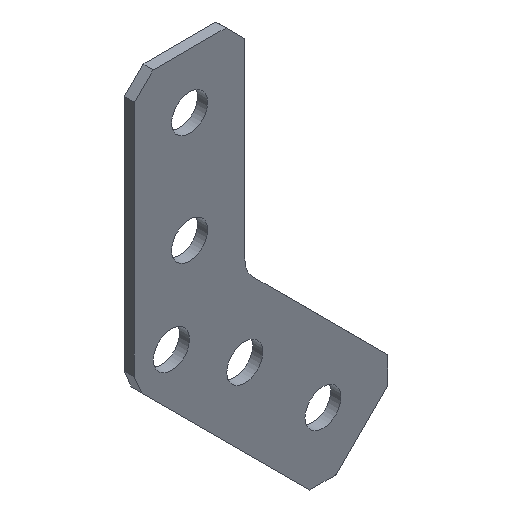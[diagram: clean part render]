
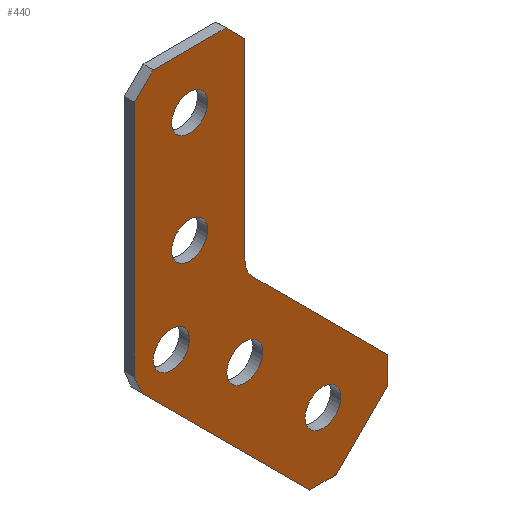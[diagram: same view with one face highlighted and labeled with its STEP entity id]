
A CAD part, isometric view. The second image highlights one B-rep face of the part: STEP entity #440.
In plain terms, the highlighted planar face has unit normal (0, -1, 0).
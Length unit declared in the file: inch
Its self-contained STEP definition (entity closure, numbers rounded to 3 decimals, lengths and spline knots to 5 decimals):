
#20=FACE_BOUND('',#74,.T.);
#21=FACE_BOUND('',#75,.T.);
#22=FACE_BOUND('',#76,.T.);
#23=FACE_BOUND('',#77,.T.);
#24=FACE_BOUND('',#78,.T.);
#30=CIRCLE('',#480,0.125);
#31=CIRCLE('',#481,0.0815);
#32=CIRCLE('',#482,0.0815);
#33=CIRCLE('',#483,0.0815);
#34=CIRCLE('',#484,0.0815);
#35=CIRCLE('',#485,0.0815);
#36=CIRCLE('',#486,0.0815);
#37=CIRCLE('',#487,0.0815);
#38=CIRCLE('',#488,0.0815);
#39=CIRCLE('',#489,0.0815);
#40=CIRCLE('',#490,0.0815);
#54=FACE_OUTER_BOUND('',#73,.T.);
#73=EDGE_LOOP('',(#291,#292,#293,#294,#295,#296,#297,#298,#299,#300,#301,
#302));
#74=EDGE_LOOP('',(#303,#304));
#75=EDGE_LOOP('',(#305,#306));
#76=EDGE_LOOP('',(#307,#308));
#77=EDGE_LOOP('',(#309,#310));
#78=EDGE_LOOP('',(#311,#312));
#100=LINE('',#645,#139);
#105=LINE('',#655,#144);
#107=LINE('',#659,#146);
#108=LINE('',#661,#147);
#109=LINE('',#663,#148);
#110=LINE('',#667,#149);
#111=LINE('',#669,#150);
#112=LINE('',#671,#151);
#113=LINE('',#673,#152);
#114=LINE('',#675,#153);
#115=LINE('',#676,#154);
#139=VECTOR('',#522,0.33);
#144=VECTOR('',#529,0.12021);
#146=VECTOR('',#533,1.07611);
#147=VECTOR('',#534,0.12021);
#148=VECTOR('',#535,0.86322);
#149=VECTOR('',#538,0.86322);
#150=VECTOR('',#539,0.12021);
#151=VECTOR('',#540,0.33);
#152=VECTOR('',#541,0.12021);
#153=VECTOR('',#542,1.07611);
#154=VECTOR('',#543,0.085);
#178=VERTEX_POINT('',#643);
#179=VERTEX_POINT('',#644);
#183=VERTEX_POINT('',#654);
#184=VERTEX_POINT('',#658);
#185=VERTEX_POINT('',#660);
#186=VERTEX_POINT('',#662);
#187=VERTEX_POINT('',#664);
#188=VERTEX_POINT('',#666);
#189=VERTEX_POINT('',#668);
#190=VERTEX_POINT('',#670);
#191=VERTEX_POINT('',#672);
#192=VERTEX_POINT('',#674);
#193=VERTEX_POINT('',#677);
#194=VERTEX_POINT('',#678);
#195=VERTEX_POINT('',#681);
#196=VERTEX_POINT('',#682);
#197=VERTEX_POINT('',#685);
#198=VERTEX_POINT('',#686);
#199=VERTEX_POINT('',#689);
#200=VERTEX_POINT('',#690);
#201=VERTEX_POINT('',#693);
#202=VERTEX_POINT('',#694);
#222=EDGE_CURVE('',#178,#179,#100,.T.);
#227=EDGE_CURVE('',#183,#179,#105,.T.);
#229=EDGE_CURVE('',#183,#184,#107,.T.);
#230=EDGE_CURVE('',#178,#185,#108,.T.);
#231=EDGE_CURVE('',#186,#185,#109,.T.);
#232=EDGE_CURVE('',#186,#187,#30,.T.);
#233=EDGE_CURVE('',#188,#187,#110,.T.);
#234=EDGE_CURVE('',#188,#189,#111,.T.);
#235=EDGE_CURVE('',#190,#189,#112,.T.);
#236=EDGE_CURVE('',#190,#191,#113,.T.);
#237=EDGE_CURVE('',#192,#191,#114,.T.);
#238=EDGE_CURVE('',#184,#192,#115,.T.);
#239=EDGE_CURVE('',#193,#194,#31,.T.);
#240=EDGE_CURVE('',#194,#193,#32,.T.);
#241=EDGE_CURVE('',#195,#196,#33,.T.);
#242=EDGE_CURVE('',#196,#195,#34,.T.);
#243=EDGE_CURVE('',#197,#198,#35,.T.);
#244=EDGE_CURVE('',#198,#197,#36,.T.);
#245=EDGE_CURVE('',#199,#200,#37,.T.);
#246=EDGE_CURVE('',#200,#199,#38,.T.);
#247=EDGE_CURVE('',#201,#202,#39,.T.);
#248=EDGE_CURVE('',#202,#201,#40,.T.);
#291=ORIENTED_EDGE('',*,*,#229,.F.);
#292=ORIENTED_EDGE('',*,*,#227,.T.);
#293=ORIENTED_EDGE('',*,*,#222,.F.);
#294=ORIENTED_EDGE('',*,*,#230,.T.);
#295=ORIENTED_EDGE('',*,*,#231,.F.);
#296=ORIENTED_EDGE('',*,*,#232,.T.);
#297=ORIENTED_EDGE('',*,*,#233,.F.);
#298=ORIENTED_EDGE('',*,*,#234,.T.);
#299=ORIENTED_EDGE('',*,*,#235,.F.);
#300=ORIENTED_EDGE('',*,*,#236,.T.);
#301=ORIENTED_EDGE('',*,*,#237,.F.);
#302=ORIENTED_EDGE('',*,*,#238,.F.);
#303=ORIENTED_EDGE('',*,*,#239,.T.);
#304=ORIENTED_EDGE('',*,*,#240,.T.);
#305=ORIENTED_EDGE('',*,*,#241,.T.);
#306=ORIENTED_EDGE('',*,*,#242,.T.);
#307=ORIENTED_EDGE('',*,*,#243,.T.);
#308=ORIENTED_EDGE('',*,*,#244,.T.);
#309=ORIENTED_EDGE('',*,*,#245,.T.);
#310=ORIENTED_EDGE('',*,*,#246,.T.);
#311=ORIENTED_EDGE('',*,*,#247,.T.);
#312=ORIENTED_EDGE('',*,*,#248,.T.);
#407=PLANE('',#479);
#440=ADVANCED_FACE('',(#54,#20,#21,#22,#23,#24),#407,.T.);
#479=AXIS2_PLACEMENT_3D('',#657,#531,#532);
#480=AXIS2_PLACEMENT_3D('',#665,#536,#537);
#481=AXIS2_PLACEMENT_3D('',#679,#544,#545);
#482=AXIS2_PLACEMENT_3D('',#680,#546,#547);
#483=AXIS2_PLACEMENT_3D('',#683,#548,#549);
#484=AXIS2_PLACEMENT_3D('',#684,#550,#551);
#485=AXIS2_PLACEMENT_3D('',#687,#552,#553);
#486=AXIS2_PLACEMENT_3D('',#688,#554,#555);
#487=AXIS2_PLACEMENT_3D('',#691,#556,#557);
#488=AXIS2_PLACEMENT_3D('',#692,#558,#559);
#489=AXIS2_PLACEMENT_3D('',#695,#560,#561);
#490=AXIS2_PLACEMENT_3D('',#696,#562,#563);
#522=DIRECTION('',(-0.707,0.,-0.707));
#529=DIRECTION('',(1.,0.,0.));
#531=DIRECTION('center_axis',(0.,-1.,0.));
#532=DIRECTION('ref_axis',(0.,0.,-1.));
#533=DIRECTION('',(-0.707,0.,0.707));
#534=DIRECTION('',(0.,0.,1.));
#535=DIRECTION('',(0.707,0.,-0.707));
#536=DIRECTION('center_axis',(0.,1.,0.));
#537=DIRECTION('ref_axis',(0.,0.,-1.));
#538=DIRECTION('',(0.,0.,-1.));
#539=DIRECTION('',(-0.707,0.,0.707));
#540=DIRECTION('',(1.,0.,0.));
#541=DIRECTION('',(-0.707,0.,-0.707));
#542=DIRECTION('',(0.,0.,1.));
#543=DIRECTION('',(-0.383,0.,0.924));
#544=DIRECTION('center_axis',(0.,1.,0.));
#545=DIRECTION('ref_axis',(0.,0.,1.));
#546=DIRECTION('center_axis',(0.,1.,0.));
#547=DIRECTION('ref_axis',(0.,0.,1.));
#548=DIRECTION('center_axis',(0.,1.,0.));
#549=DIRECTION('ref_axis',(0.,0.,1.));
#550=DIRECTION('center_axis',(0.,1.,0.));
#551=DIRECTION('ref_axis',(0.,0.,1.));
#552=DIRECTION('center_axis',(0.,1.,0.));
#553=DIRECTION('ref_axis',(0.,0.,1.));
#554=DIRECTION('center_axis',(0.,1.,0.));
#555=DIRECTION('ref_axis',(0.,0.,1.));
#556=DIRECTION('center_axis',(0.,1.,0.));
#557=DIRECTION('ref_axis',(0.,0.,1.));
#558=DIRECTION('center_axis',(0.,1.,0.));
#559=DIRECTION('ref_axis',(0.,0.,1.));
#560=DIRECTION('center_axis',(0.,1.,0.));
#561=DIRECTION('ref_axis',(0.,0.,1.));
#562=DIRECTION('center_axis',(0.,1.,0.));
#563=DIRECTION('ref_axis',(0.,0.,1.));
#643=CARTESIAN_POINT('',(0.897,0.,-1.26721));
#644=CARTESIAN_POINT('',(0.66366,0.,-1.50056));
#645=CARTESIAN_POINT('',(0.897,0.,-1.26721));
#654=CARTESIAN_POINT('',(0.54345,0.,-1.50056));
#655=CARTESIAN_POINT('',(0.54345,0.,-1.50056));
#657=CARTESIAN_POINT('Origin',(-0.25,0.,0.5));
#658=CARTESIAN_POINT('',(-0.21747,0.,-0.73963));
#659=CARTESIAN_POINT('',(0.54345,0.,-1.50056));
#660=CARTESIAN_POINT('',(0.897,0.,-1.147));
#661=CARTESIAN_POINT('',(0.897,0.,-1.26721));
#662=CARTESIAN_POINT('',(0.28661,0.,-0.53661));
#663=CARTESIAN_POINT('',(0.28661,0.,-0.53661));
#664=CARTESIAN_POINT('',(0.25,0.,-0.44822));
#665=CARTESIAN_POINT('Origin',(0.375,0.,-0.44822));
#666=CARTESIAN_POINT('',(0.25,0.,0.415));
#667=CARTESIAN_POINT('',(0.25,0.,0.415));
#668=CARTESIAN_POINT('',(0.165,0.,0.5));
#669=CARTESIAN_POINT('',(0.25,0.,0.415));
#670=CARTESIAN_POINT('',(-0.165,0.,0.5));
#671=CARTESIAN_POINT('',(-0.165,0.,0.5));
#672=CARTESIAN_POINT('',(-0.25,0.,0.415));
#673=CARTESIAN_POINT('',(-0.165,0.,0.5));
#674=CARTESIAN_POINT('',(-0.25,0.,-0.66111));
#675=CARTESIAN_POINT('',(-0.25,0.,-0.66111));
#676=CARTESIAN_POINT('',(-0.21747,0.,-0.73963));
#677=CARTESIAN_POINT('',(0.,0.,0.1685));
#678=CARTESIAN_POINT('',(0.,0.,0.3315));
#679=CARTESIAN_POINT('Origin',(0.,0.,0.25));
#680=CARTESIAN_POINT('Origin',(0.,0.,0.25));
#681=CARTESIAN_POINT('',(0.25,0.,-0.93505));
#682=CARTESIAN_POINT('',(0.25,0.,-0.77205));
#683=CARTESIAN_POINT('Origin',(0.25,0.,-0.85355));
#684=CARTESIAN_POINT('Origin',(0.25,0.,-0.85355));
#685=CARTESIAN_POINT('',(-0.0821,0.,-0.71906));
#686=CARTESIAN_POINT('',(-0.0821,0.,-0.55606));
#687=CARTESIAN_POINT('Origin',(-0.0821,0.,-0.63756));
#688=CARTESIAN_POINT('Origin',(-0.0821,0.,-0.63756));
#689=CARTESIAN_POINT('',(0.,0.,-0.3315));
#690=CARTESIAN_POINT('',(0.,0.,-0.1685));
#691=CARTESIAN_POINT('Origin',(0.,0.,-0.25));
#692=CARTESIAN_POINT('Origin',(0.,0.,-0.25));
#693=CARTESIAN_POINT('',(0.60355,0.,-1.28861));
#694=CARTESIAN_POINT('',(0.60355,0.,-1.12561));
#695=CARTESIAN_POINT('Origin',(0.60355,0.,-1.20711));
#696=CARTESIAN_POINT('Origin',(0.60355,0.,-1.20711));
